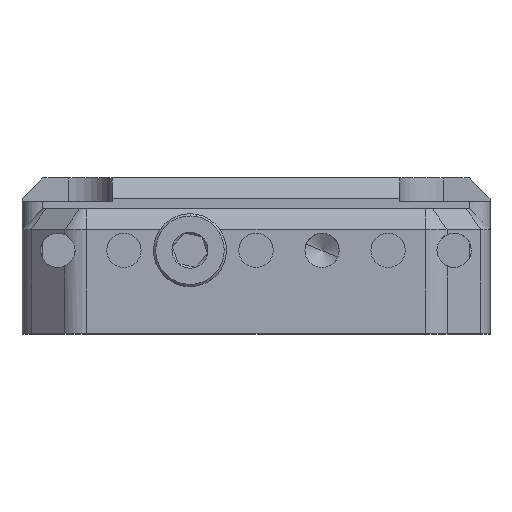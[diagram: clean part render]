
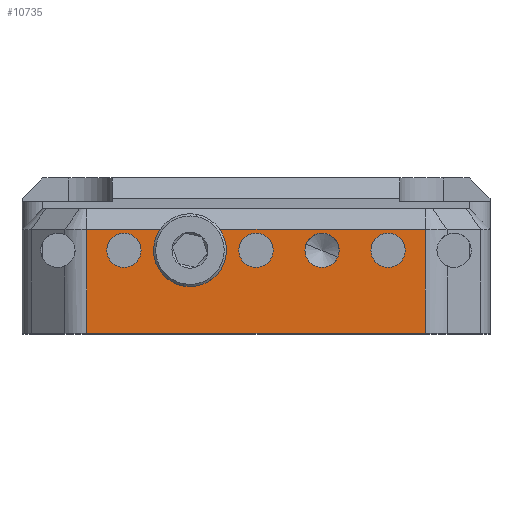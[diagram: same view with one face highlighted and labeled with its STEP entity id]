
A CAD part, top view. The second image highlights one B-rep face of the part: STEP entity #10735.
In plain terms, the highlighted planar face has unit normal (0, 0, 1).
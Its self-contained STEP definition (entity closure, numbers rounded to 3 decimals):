
#174 = CARTESIAN_POINT ( 'NONE',  ( -11.05, 8., 20. ) ) ;
#789 = AXIS2_PLACEMENT_3D ( 'NONE', #11764, #14913, #11955 ) ;
#964 = DIRECTION ( 'NONE',  ( 0., 0., 1. ) ) ;
#991 = EDGE_CURVE ( 'NONE', #8189, #13168, #18986, .T. ) ;
#1025 = CARTESIAN_POINT ( 'NONE',  ( 16.257, 12., 20. ) ) ;
#1516 = DIRECTION ( 'NONE',  ( 0., 0., 1. ) ) ;
#1706 = CARTESIAN_POINT ( 'NONE',  ( 11.05, 8., 20. ) ) ;
#1742 = AXIS2_PLACEMENT_3D ( 'NONE', #2958, #10281, #13190 ) ;
#1902 = CIRCLE ( 'NONE', #19099, 1.65 ) ;
#2059 = VERTEX_POINT ( 'NONE', #13060 ) ;
#2131 = EDGE_CURVE ( 'NONE', #13168, #18390, #9743, .T. ) ;
#2380 = CARTESIAN_POINT ( 'NONE',  ( -16.257, 10., 20. ) ) ;
#2446 = DIRECTION ( 'NONE',  ( 1., 0., 0. ) ) ;
#2688 = CARTESIAN_POINT ( 'NONE',  ( 0., 8., 20. ) ) ;
#2921 = CARTESIAN_POINT ( 'NONE',  ( 16.257, 0., 20. ) ) ;
#2958 = CARTESIAN_POINT ( 'NONE',  ( 6.35, 8., 20. ) ) ;
#3171 = CARTESIAN_POINT ( 'NONE',  ( 0., 8., 20. ) ) ;
#3204 = FACE_BOUND ( 'NONE', #12150, .T. ) ;
#3490 = EDGE_CURVE ( 'NONE', #16416, #9178, #9771, .T. ) ;
#3819 = EDGE_CURVE ( 'NONE', #14390, #2059, #11596, .T. ) ;
#3848 = EDGE_CURVE ( 'NONE', #8101, #14679, #5108, .T. ) ;
#3934 = DIRECTION ( 'NONE',  ( 0., 0., 1. ) ) ;
#4130 = FACE_BOUND ( 'NONE', #11510, .T. ) ;
#4377 = DIRECTION ( 'NONE',  ( 0., 0., 1. ) ) ;
#4549 = DIRECTION ( 'NONE',  ( 1., 0., 0. ) ) ;
#4728 = CARTESIAN_POINT ( 'NONE',  ( -22.5, 10., 20. ) ) ;
#5108 = CIRCLE ( 'NONE', #12626, 1.65 ) ;
#5152 = EDGE_CURVE ( 'NONE', #17742, #8189, #8320, .T. ) ;
#5236 = DIRECTION ( 'NONE',  ( 1., 0., 0. ) ) ;
#5329 = EDGE_CURVE ( 'NONE', #18390, #17742, #6231, .T. ) ;
#5413 = VERTEX_POINT ( 'NONE', #174 ) ;
#5429 = ORIENTED_EDGE ( 'NONE', *, *, #16305, .F. ) ;
#5819 = AXIS2_PLACEMENT_3D ( 'NONE', #8603, #4377, #18906 ) ;
#5919 = AXIS2_PLACEMENT_3D ( 'NONE', #3171, #9054, #12034 ) ;
#5930 = CARTESIAN_POINT ( 'NONE',  ( -22.5, 0., 20. ) ) ;
#6131 = ORIENTED_EDGE ( 'NONE', *, *, #15879, .F. ) ;
#6231 = LINE ( 'NONE', #5930, #13885 ) ;
#6836 = EDGE_CURVE ( 'NONE', #9178, #16416, #9891, .T. ) ;
#7035 = VERTEX_POINT ( 'NONE', #1706 ) ;
#7138 = FACE_OUTER_BOUND ( 'NONE', #9655, .T. ) ;
#7291 = DIRECTION ( 'NONE',  ( 0., -1., 0. ) ) ;
#7625 = VECTOR ( 'NONE', #15943, 1000. ) ;
#7671 = CARTESIAN_POINT ( 'NONE',  ( -16.257, 0., 20. ) ) ;
#7678 = ORIENTED_EDGE ( 'NONE', *, *, #6836, .F. ) ;
#7833 = FACE_BOUND ( 'NONE', #10462, .T. ) ;
#8041 = DIRECTION ( 'NONE',  ( 0., 0., 1. ) ) ;
#8101 = VERTEX_POINT ( 'NONE', #14063 ) ;
#8164 = CIRCLE ( 'NONE', #16521, 1.65 ) ;
#8172 = CIRCLE ( 'NONE', #789, 1.65 ) ;
#8189 = VERTEX_POINT ( 'NONE', #17207 ) ;
#8200 = ORIENTED_EDGE ( 'NONE', *, *, #5329, .T. ) ;
#8320 = LINE ( 'NONE', #1025, #7625 ) ;
#8371 = CIRCLE ( 'NONE', #1742, 1.65 ) ;
#8532 = FACE_BOUND ( 'NONE', #11300, .T. ) ;
#8585 = DIRECTION ( 'NONE',  ( 0., 0., 1. ) ) ;
#8603 = CARTESIAN_POINT ( 'NONE',  ( 12.7, 8., 20. ) ) ;
#8693 = ORIENTED_EDGE ( 'NONE', *, *, #12784, .F. ) ;
#9054 = DIRECTION ( 'NONE',  ( 0., 0., 1. ) ) ;
#9149 = ORIENTED_EDGE ( 'NONE', *, *, #3490, .F. ) ;
#9178 = VERTEX_POINT ( 'NONE', #14935 ) ;
#9278 = CARTESIAN_POINT ( 'NONE',  ( 14.35, 8., 20. ) ) ;
#9655 = EDGE_LOOP ( 'NONE', ( #17295, #14767, #14043, #8200 ) ) ;
#9743 = LINE ( 'NONE', #16338, #12288 ) ;
#9771 = CIRCLE ( 'NONE', #5919, 1.65 ) ;
#9891 = CIRCLE ( 'NONE', #16027, 1.65 ) ;
#10140 = CIRCLE ( 'NONE', #14860, 1.65 ) ;
#10281 = DIRECTION ( 'NONE',  ( 0., 0., 1. ) ) ;
#10381 = CARTESIAN_POINT ( 'NONE',  ( -12.7, 8., 20. ) ) ;
#10462 = EDGE_LOOP ( 'NONE', ( #10991, #5429 ) ) ;
#10735 = ADVANCED_FACE ( 'NONE', ( #4130, #7833, #8532, #3204, #7138, #17522 ), #17535, .F. ) ;
#10798 = DIRECTION ( 'NONE',  ( -1., 0., 0. ) ) ;
#10991 = ORIENTED_EDGE ( 'NONE', *, *, #12791, .F. ) ;
#10992 = DIRECTION ( 'NONE',  ( 1., 0., 0. ) ) ;
#11169 = ORIENTED_EDGE ( 'NONE', *, *, #3848, .F. ) ;
#11300 = EDGE_LOOP ( 'NONE', ( #8693, #11169 ) ) ;
#11510 = EDGE_LOOP ( 'NONE', ( #6131, #17627 ) ) ;
#11596 = CIRCLE ( 'NONE', #14229, 1.65 ) ;
#11764 = CARTESIAN_POINT ( 'NONE',  ( -6.35, 8., 20. ) ) ;
#11791 = CARTESIAN_POINT ( 'NONE',  ( -8., 8., 20. ) ) ;
#11955 = DIRECTION ( 'NONE',  ( 1., 0., 0. ) ) ;
#12034 = DIRECTION ( 'NONE',  ( 1., 0., 0. ) ) ;
#12150 = EDGE_LOOP ( 'NONE', ( #7678, #9149 ) ) ;
#12288 = VECTOR ( 'NONE', #7291, 1000. ) ;
#12476 = ORIENTED_EDGE ( 'NONE', *, *, #16715, .F. ) ;
#12626 = AXIS2_PLACEMENT_3D ( 'NONE', #12806, #3934, #14289 ) ;
#12784 = EDGE_CURVE ( 'NONE', #14679, #8101, #8371, .T. ) ;
#12791 = EDGE_CURVE ( 'NONE', #13875, #7035, #18066, .T. ) ;
#12806 = CARTESIAN_POINT ( 'NONE',  ( 6.35, 8., 20. ) ) ;
#13060 = CARTESIAN_POINT ( 'NONE',  ( -4.7, 8., 20. ) ) ;
#13168 = VERTEX_POINT ( 'NONE', #2380 ) ;
#13190 = DIRECTION ( 'NONE',  ( 1., 0., 0. ) ) ;
#13407 = EDGE_LOOP ( 'NONE', ( #12476, #16632 ) ) ;
#13875 = VERTEX_POINT ( 'NONE', #9278 ) ;
#13885 = VECTOR ( 'NONE', #17675, 1000. ) ;
#13888 = CARTESIAN_POINT ( 'NONE',  ( 12.7, 8., 20. ) ) ;
#13921 = CARTESIAN_POINT ( 'NONE',  ( -12.7, 8., 20. ) ) ;
#14043 = ORIENTED_EDGE ( 'NONE', *, *, #2131, .T. ) ;
#14063 = CARTESIAN_POINT ( 'NONE',  ( 4.7, 8., 20. ) ) ;
#14229 = AXIS2_PLACEMENT_3D ( 'NONE', #17178, #964, #2446 ) ;
#14289 = DIRECTION ( 'NONE',  ( 1., 0., 0. ) ) ;
#14390 = VERTEX_POINT ( 'NONE', #11791 ) ;
#14461 = VERTEX_POINT ( 'NONE', #17762 ) ;
#14679 = VERTEX_POINT ( 'NONE', #19080 ) ;
#14767 = ORIENTED_EDGE ( 'NONE', *, *, #991, .T. ) ;
#14860 = AXIS2_PLACEMENT_3D ( 'NONE', #13921, #8041, #5236 ) ;
#14913 = DIRECTION ( 'NONE',  ( 0., 0., 1. ) ) ;
#14935 = CARTESIAN_POINT ( 'NONE',  ( 1.65, 8., 20. ) ) ;
#15879 = EDGE_CURVE ( 'NONE', #2059, #14390, #8172, .T. ) ;
#15943 = DIRECTION ( 'NONE',  ( 0., 1., 0. ) ) ;
#16027 = AXIS2_PLACEMENT_3D ( 'NONE', #2688, #8585, #18524 ) ;
#16305 = EDGE_CURVE ( 'NONE', #7035, #13875, #1902, .T. ) ;
#16338 = CARTESIAN_POINT ( 'NONE',  ( -16.257, 0., 20. ) ) ;
#16416 = VERTEX_POINT ( 'NONE', #17344 ) ;
#16521 = AXIS2_PLACEMENT_3D ( 'NONE', #10381, #1516, #4549 ) ;
#16632 = ORIENTED_EDGE ( 'NONE', *, *, #19081, .F. ) ;
#16715 = EDGE_CURVE ( 'NONE', #5413, #14461, #8164, .T. ) ;
#17160 = VECTOR ( 'NONE', #17961, 1000. ) ;
#17178 = CARTESIAN_POINT ( 'NONE',  ( -6.35, 8., 20. ) ) ;
#17207 = CARTESIAN_POINT ( 'NONE',  ( 16.257, 10., 20. ) ) ;
#17295 = ORIENTED_EDGE ( 'NONE', *, *, #5152, .T. ) ;
#17344 = CARTESIAN_POINT ( 'NONE',  ( -1.65, 8., 20. ) ) ;
#17522 = FACE_BOUND ( 'NONE', #13407, .T. ) ;
#17535 = PLANE ( 'NONE',  #17811 ) ;
#17627 = ORIENTED_EDGE ( 'NONE', *, *, #3819, .F. ) ;
#17667 = DIRECTION ( 'NONE',  ( 0., 0., -1. ) ) ;
#17675 = DIRECTION ( 'NONE',  ( 1., 0., 0. ) ) ;
#17742 = VERTEX_POINT ( 'NONE', #2921 ) ;
#17762 = CARTESIAN_POINT ( 'NONE',  ( -14.35, 8., 20. ) ) ;
#17811 = AXIS2_PLACEMENT_3D ( 'NONE', #19148, #17667, #10798 ) ;
#17961 = DIRECTION ( 'NONE',  ( -1., 0., 0. ) ) ;
#18066 = CIRCLE ( 'NONE', #5819, 1.65 ) ;
#18390 = VERTEX_POINT ( 'NONE', #7671 ) ;
#18453 = DIRECTION ( 'NONE',  ( 0., 0., 1. ) ) ;
#18524 = DIRECTION ( 'NONE',  ( 1., 0., 0. ) ) ;
#18906 = DIRECTION ( 'NONE',  ( 1., 0., 0. ) ) ;
#18986 = LINE ( 'NONE', #4728, #17160 ) ;
#19080 = CARTESIAN_POINT ( 'NONE',  ( 8., 8., 20. ) ) ;
#19081 = EDGE_CURVE ( 'NONE', #14461, #5413, #10140, .T. ) ;
#19099 = AXIS2_PLACEMENT_3D ( 'NONE', #13888, #18453, #10992 ) ;
#19148 = CARTESIAN_POINT ( 'NONE',  ( -22.5, 15., 20. ) ) ;
